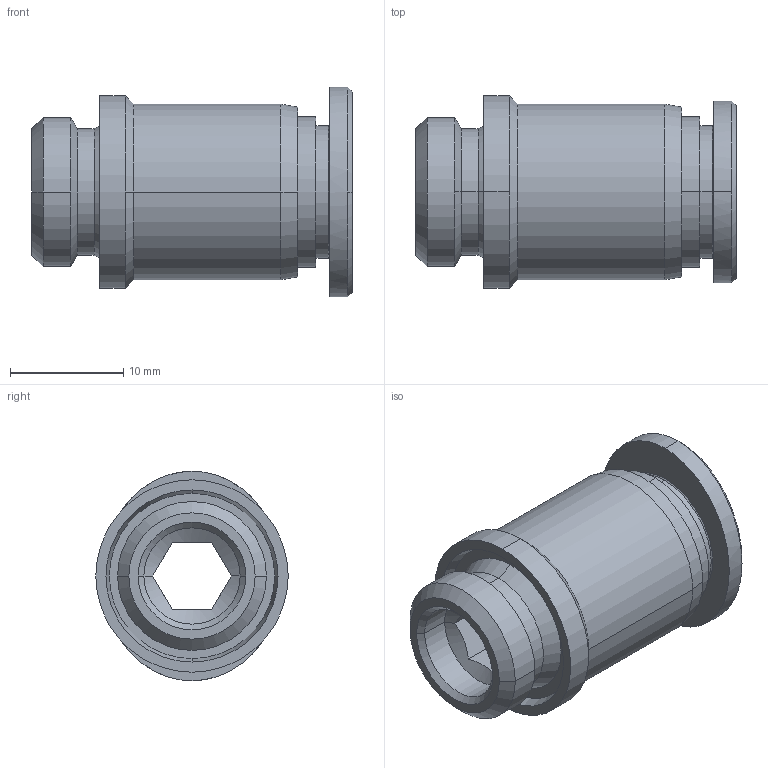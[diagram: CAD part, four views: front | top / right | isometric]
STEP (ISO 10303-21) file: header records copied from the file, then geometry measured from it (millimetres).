
FILE_DESCRIPTION (( 'STEP AP214' ), '1' );
FILE_NAME ('POC10-G02.STEP', '2018-09-10T08:57:50', ( '' ), ( '' ), 'SwSTEP 2.0', 'SolidWorks 2018', '' );
FILE_SCHEMA (( 'AUTOMOTIVE_DESIGN' ));
Length unit declared in the file: millimetre
Products named in the file (1): POC10-G02
Bounding box: 28.3 x 17 x 18.5 mm (x, y, z)
Surface area: 2758.2 mm2 (no closed solid volume)
Topology: 0 solids, 1 shells, 391 faces, 1229 edges, 814 vertices
Faces by surface type: plane 345, cone 20, cylinder 17, bspline 9
Entity records: 18288 total; most frequent: CARTESIAN_POINT 3205, ORIENTED_EDGE 2278, DIRECTION 2023, EDGE_CURVE 1229, VECTOR 1149, LINE 1149, VERTEX_POINT 814, AXIS2_PLACEMENT_3D 437
